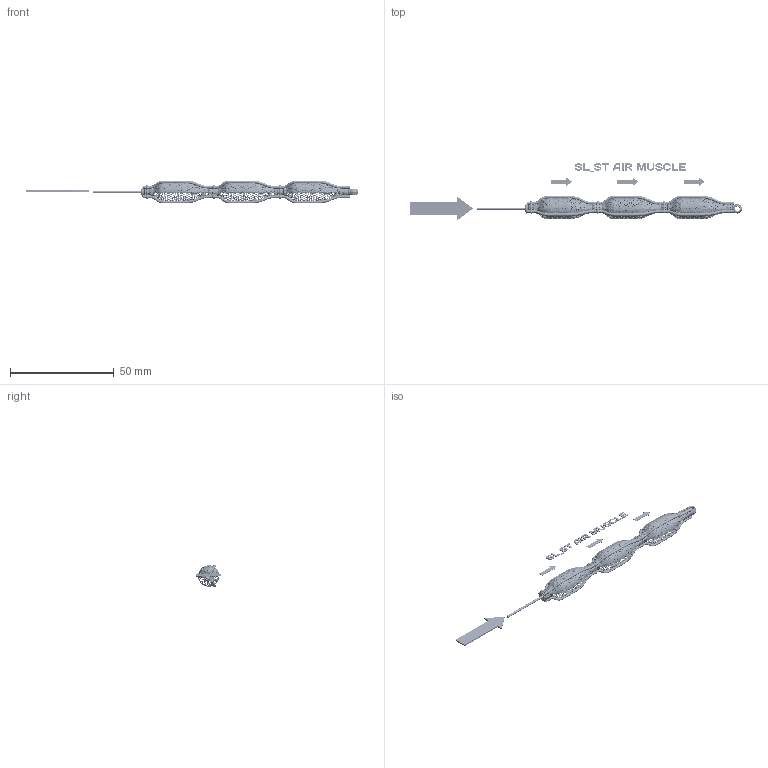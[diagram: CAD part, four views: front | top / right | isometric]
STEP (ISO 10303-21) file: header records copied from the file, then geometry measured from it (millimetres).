
FILE_DESCRIPTION(('FreeCAD Model'),'2;1');
FILE_NAME('Open CASCADE Shape Model','2025-04-29T16:55:34',('FreeCAD'),( 'FreeCAD'),'Open CASCADE STEP processor 7.6','FreeCAD','Unknown');
FILE_SCHEMA(('AUTOMOTIVE_DESIGN { 1 0 10303 214 1 1 1 1 }'));
Products named in the file (1): Open CASCADE STEP translator 7.6 1
Bounding box: 159.82 x 27.59 x 11.05 mm (x, y, z)
Volume: 876.9 mm3; surface area: 11542.9 mm2
Topology: 134 solids, 185 shells, 4773 faces, 11588 edges, 6403 vertices
Faces by surface type: bspline 4773
Entity records: 427025 total; most frequent: CARTESIAN_POINT 363195, ORIENTED_EDGE 21784, EDGE_CURVE 10910, B_SPLINE_CURVE_WITH_KNOTS 7586, VERTEX_POINT 6403, FACE_BOUND 4798, EDGE_LOOP 4798, ADVANCED_FACE 4773
